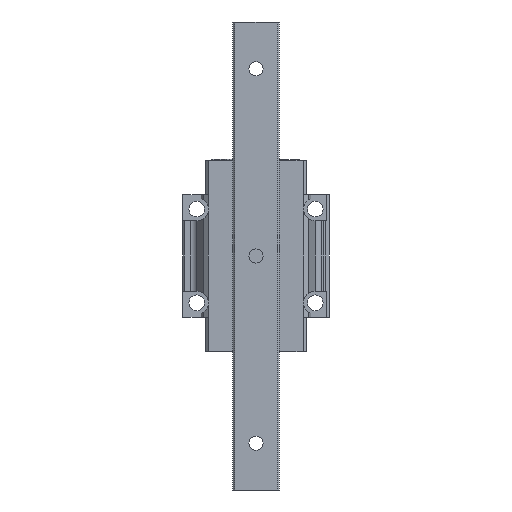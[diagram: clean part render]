
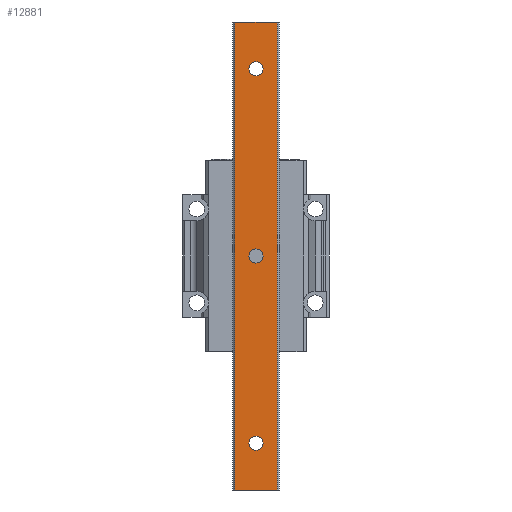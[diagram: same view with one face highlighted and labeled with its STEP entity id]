
A CAD part, front view. The second image highlights one B-rep face of the part: STEP entity #12881.
In plain terms, the highlighted planar face has unit normal (0, -1, 0).
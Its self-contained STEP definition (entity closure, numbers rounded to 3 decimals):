
#11914=DIRECTION('',(1.,0.,0.));
#11915=VECTOR('',#11914,13.6);
#11916=CARTESIAN_POINT('',(-6.8,-15.,-75.));
#11917=LINE('',#11916,#11915);
#12011=DIRECTION('',(0.,0.,1.));
#12012=VECTOR('',#12011,150.);
#12013=CARTESIAN_POINT('',(6.8,-15.,-75.));
#12014=LINE('',#12013,#12012);
#12015=DIRECTION('',(0.,0.,1.));
#12016=VECTOR('',#12015,150.);
#12017=CARTESIAN_POINT('',(-6.8,-15.,-75.));
#12018=LINE('',#12017,#12016);
#12019=CARTESIAN_POINT('',(0.,-15.,0.));
#12020=DIRECTION('',(0.,1.,0.));
#12021=DIRECTION('',(-1.,0.,0.));
#12022=AXIS2_PLACEMENT_3D('',#12019,#12020,#12021);
#12024=CARTESIAN_POINT('',(0.,-15.,0.));
#12025=DIRECTION('',(0.,1.,0.));
#12026=DIRECTION('',(1.,0.,0.));
#12027=AXIS2_PLACEMENT_3D('',#12024,#12025,#12026);
#12029=CARTESIAN_POINT('',(0.,-15.,-60.));
#12030=DIRECTION('',(0.,1.,0.));
#12031=DIRECTION('',(-1.,0.,0.));
#12032=AXIS2_PLACEMENT_3D('',#12029,#12030,#12031);
#12034=CARTESIAN_POINT('',(0.,-15.,-60.));
#12035=DIRECTION('',(0.,1.,0.));
#12036=DIRECTION('',(1.,0.,0.));
#12037=AXIS2_PLACEMENT_3D('',#12034,#12035,#12036);
#12039=CARTESIAN_POINT('',(0.,-15.,60.));
#12040=DIRECTION('',(0.,1.,0.));
#12041=DIRECTION('',(1.,0.,0.));
#12042=AXIS2_PLACEMENT_3D('',#12039,#12040,#12041);
#12044=CARTESIAN_POINT('',(0.,-15.,60.));
#12045=DIRECTION('',(0.,1.,0.));
#12046=DIRECTION('',(-1.,0.,0.));
#12047=AXIS2_PLACEMENT_3D('',#12044,#12045,#12046);
#12216=DIRECTION('',(1.,0.,0.));
#12217=VECTOR('',#12216,13.6);
#12218=CARTESIAN_POINT('',(-6.8,-15.,75.));
#12219=LINE('',#12218,#12217);
#12465=CARTESIAN_POINT('',(-6.8,-15.,-75.));
#12466=VERTEX_POINT('',#12465);
#12467=CARTESIAN_POINT('',(6.8,-15.,-75.));
#12468=VERTEX_POINT('',#12467);
#12533=CARTESIAN_POINT('',(-6.8,-15.,75.));
#12534=VERTEX_POINT('',#12533);
#12535=CARTESIAN_POINT('',(6.8,-15.,75.));
#12536=VERTEX_POINT('',#12535);
#12557=CARTESIAN_POINT('',(-2.25,-15.,0.));
#12558=CARTESIAN_POINT('',(2.25,-15.,0.));
#12559=VERTEX_POINT('',#12557);
#12560=VERTEX_POINT('',#12558);
#12561=CARTESIAN_POINT('',(-2.25,-15.,-60.));
#12562=CARTESIAN_POINT('',(2.25,-15.,-60.));
#12563=VERTEX_POINT('',#12561);
#12564=VERTEX_POINT('',#12562);
#12565=CARTESIAN_POINT('',(2.25,-15.,60.));
#12566=CARTESIAN_POINT('',(-2.25,-15.,60.));
#12567=VERTEX_POINT('',#12565);
#12568=VERTEX_POINT('',#12566);
#12850=CARTESIAN_POINT('',(-6.8,-15.,-75.));
#12851=DIRECTION('',(0.,-1.,0.));
#12852=DIRECTION('',(1.,0.,0.));
#12853=AXIS2_PLACEMENT_3D('',#12850,#12851,#12852);
#12854=PLANE('',#12853);
#12855=ORIENTED_EDGE('',*,*,#12654,.F.);
#12857=ORIENTED_EDGE('',*,*,#12856,.T.);
#12859=ORIENTED_EDGE('',*,*,#12858,.T.);
#12860=ORIENTED_EDGE('',*,*,#12842,.F.);
#12861=EDGE_LOOP('',(#12855,#12857,#12859,#12860));
#12862=FACE_OUTER_BOUND('',#12861,.F.);
#12864=ORIENTED_EDGE('',*,*,#12863,.F.);
#12866=ORIENTED_EDGE('',*,*,#12865,.F.);
#12867=EDGE_LOOP('',(#12864,#12866));
#12868=FACE_BOUND('',#12867,.F.);
#12870=ORIENTED_EDGE('',*,*,#12869,.F.);
#12872=ORIENTED_EDGE('',*,*,#12871,.F.);
#12873=EDGE_LOOP('',(#12870,#12872));
#12874=FACE_BOUND('',#12873,.F.);
#12876=ORIENTED_EDGE('',*,*,#12875,.F.);
#12878=ORIENTED_EDGE('',*,*,#12877,.F.);
#12879=EDGE_LOOP('',(#12876,#12878));
#12880=FACE_BOUND('',#12879,.F.);
#12881=ADVANCED_FACE('',(#12862,#12868,#12874,#12880),#12854,.T.);
#12023=CIRCLE('',#12022,2.25);
#12028=CIRCLE('',#12027,2.25);
#12033=CIRCLE('',#12032,2.25);
#12038=CIRCLE('',#12037,2.25);
#12043=CIRCLE('',#12042,2.25);
#12048=CIRCLE('',#12047,2.25);
#12654=EDGE_CURVE('',#12466,#12468,#11917,.T.);
#12842=EDGE_CURVE('',#12468,#12536,#12014,.T.);
#12856=EDGE_CURVE('',#12466,#12534,#12018,.T.);
#12858=EDGE_CURVE('',#12534,#12536,#12219,.T.);
#12863=EDGE_CURVE('',#12559,#12560,#12023,.T.);
#12865=EDGE_CURVE('',#12560,#12559,#12028,.T.);
#12869=EDGE_CURVE('',#12563,#12564,#12033,.T.);
#12871=EDGE_CURVE('',#12564,#12563,#12038,.T.);
#12875=EDGE_CURVE('',#12567,#12568,#12043,.T.);
#12877=EDGE_CURVE('',#12568,#12567,#12048,.T.);
